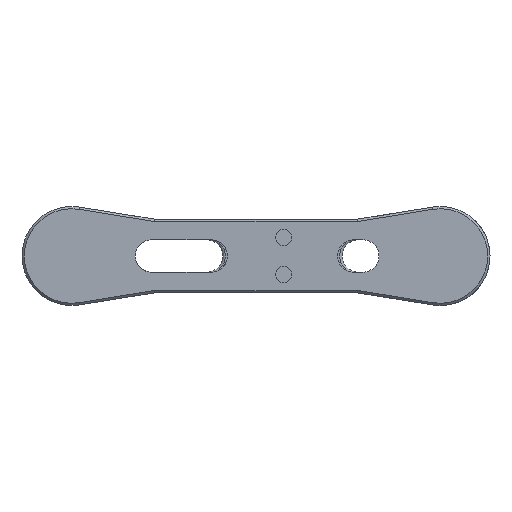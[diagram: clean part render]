
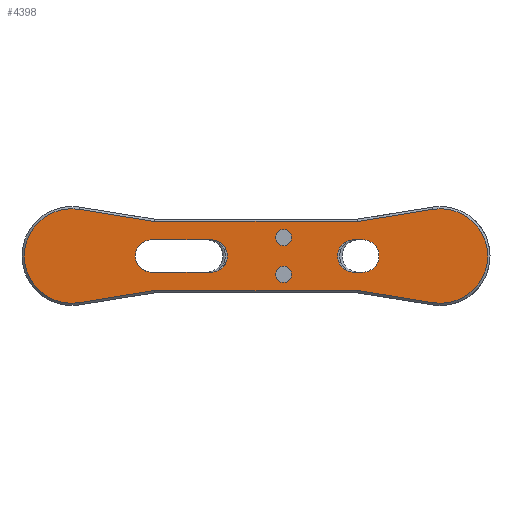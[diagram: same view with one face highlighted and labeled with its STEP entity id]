
A CAD part, front view. The second image highlights one B-rep face of the part: STEP entity #4398.
In plain terms, the highlighted planar face has unit normal (0, -1, 0).
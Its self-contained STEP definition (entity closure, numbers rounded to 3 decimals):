
#46=FACE_BOUND('',#1592,.T.);
#47=FACE_BOUND('',#1593,.T.);
#48=FACE_BOUND('',#1594,.T.);
#49=FACE_BOUND('',#1595,.T.);
#151=PLANE('',#4726);
#313=LINE('',#6535,#768);
#406=LINE('',#6925,#861);
#410=LINE('',#6934,#865);
#414=LINE('',#6941,#869);
#416=LINE('',#6949,#871);
#418=LINE('',#6953,#873);
#422=LINE('',#6963,#877);
#429=LINE('',#6985,#884);
#430=LINE('',#6988,#885);
#431=LINE('',#6990,#886);
#768=VECTOR('',#5124,10.);
#861=VECTOR('',#5317,10.);
#865=VECTOR('',#5323,10.);
#869=VECTOR('',#5329,10.);
#871=VECTOR('',#5339,10.);
#873=VECTOR('',#5343,10.);
#877=VECTOR('',#5355,10.);
#884=VECTOR('',#5380,10.);
#885=VECTOR('',#5383,10.);
#886=VECTOR('',#5384,10.);
#1329=FACE_OUTER_BOUND('',#1591,.T.);
#1591=EDGE_LOOP('',(#3360,#3361,#3362,#3363,#3364,#3365,#3366,#3367));
#1592=EDGE_LOOP('',(#3368));
#1593=EDGE_LOOP('',(#3369));
#1594=EDGE_LOOP('',(#3370,#3371,#3372,#3373));
#1595=EDGE_LOOP('',(#3374,#3375,#3376,#3377));
#1869=CIRCLE('',#4645,3.5);
#1878=CIRCLE('',#4660,3.5);
#1886=CIRCLE('',#4713,10.25);
#1887=CIRCLE('',#4717,10.25);
#1890=CIRCLE('',#4727,1.75);
#1891=CIRCLE('',#4728,1.75);
#1892=CIRCLE('',#4729,3.5);
#1893=CIRCLE('',#4730,3.5);
#2024=VERTEX_POINT('',#6502);
#2025=VERTEX_POINT('',#6504);
#2034=VERTEX_POINT('',#6532);
#2035=VERTEX_POINT('',#6534);
#2036=VERTEX_POINT('',#6538);
#2111=VERTEX_POINT('',#6922);
#2112=VERTEX_POINT('',#6924);
#2115=VERTEX_POINT('',#6931);
#2116=VERTEX_POINT('',#6933);
#2118=VERTEX_POINT('',#6939);
#2120=VERTEX_POINT('',#6945);
#2121=VERTEX_POINT('',#6952);
#2123=VERTEX_POINT('',#6958);
#2127=VERTEX_POINT('',#6980);
#2128=VERTEX_POINT('',#6982);
#2129=VERTEX_POINT('',#6984);
#2130=VERTEX_POINT('',#6987);
#2131=VERTEX_POINT('',#6989);
#2426=EDGE_CURVE('',#2025,#2024,#1869,.T.);
#2441=EDGE_CURVE('',#2035,#2034,#313,.T.);
#2444=EDGE_CURVE('',#2034,#2036,#1878,.T.);
#2564=EDGE_CURVE('',#2111,#2112,#406,.T.);
#2568=EDGE_CURVE('',#2115,#2116,#410,.T.);
#2572=EDGE_CURVE('',#2118,#2115,#414,.T.);
#2575=EDGE_CURVE('',#2120,#2118,#1886,.T.);
#2576=EDGE_CURVE('',#2112,#2120,#416,.T.);
#2578=EDGE_CURVE('',#2116,#2121,#418,.T.);
#2581=EDGE_CURVE('',#2121,#2123,#1887,.T.);
#2584=EDGE_CURVE('',#2123,#2111,#422,.T.);
#2593=EDGE_CURVE('',#2127,#2127,#1890,.T.);
#2594=EDGE_CURVE('',#2128,#2128,#1891,.T.);
#2595=EDGE_CURVE('',#2036,#2129,#429,.T.);
#2596=EDGE_CURVE('',#2129,#2035,#1892,.T.);
#2597=EDGE_CURVE('',#2130,#2025,#430,.T.);
#2598=EDGE_CURVE('',#2024,#2131,#431,.T.);
#2599=EDGE_CURVE('',#2131,#2130,#1893,.T.);
#3360=ORIENTED_EDGE('',*,*,#2568,.F.);
#3361=ORIENTED_EDGE('',*,*,#2572,.F.);
#3362=ORIENTED_EDGE('',*,*,#2575,.F.);
#3363=ORIENTED_EDGE('',*,*,#2576,.F.);
#3364=ORIENTED_EDGE('',*,*,#2564,.F.);
#3365=ORIENTED_EDGE('',*,*,#2584,.F.);
#3366=ORIENTED_EDGE('',*,*,#2581,.F.);
#3367=ORIENTED_EDGE('',*,*,#2578,.F.);
#3368=ORIENTED_EDGE('',*,*,#2593,.T.);
#3369=ORIENTED_EDGE('',*,*,#2594,.T.);
#3370=ORIENTED_EDGE('',*,*,#2441,.T.);
#3371=ORIENTED_EDGE('',*,*,#2444,.T.);
#3372=ORIENTED_EDGE('',*,*,#2595,.T.);
#3373=ORIENTED_EDGE('',*,*,#2596,.T.);
#3374=ORIENTED_EDGE('',*,*,#2597,.T.);
#3375=ORIENTED_EDGE('',*,*,#2426,.T.);
#3376=ORIENTED_EDGE('',*,*,#2598,.T.);
#3377=ORIENTED_EDGE('',*,*,#2599,.T.);
#4398=ADVANCED_FACE('',(#1329,#46,#47,#48,#49),#151,.F.);
#4645=AXIS2_PLACEMENT_3D('',#6505,#5090,#5091);
#4660=AXIS2_PLACEMENT_3D('',#6540,#5129,#5130);
#4713=AXIS2_PLACEMENT_3D('',#6947,#5335,#5336);
#4717=AXIS2_PLACEMENT_3D('',#6959,#5348,#5349);
#4726=AXIS2_PLACEMENT_3D('',#6979,#5374,#5375);
#4727=AXIS2_PLACEMENT_3D('',#6981,#5376,#5377);
#4728=AXIS2_PLACEMENT_3D('',#6983,#5378,#5379);
#4729=AXIS2_PLACEMENT_3D('',#6986,#5381,#5382);
#4730=AXIS2_PLACEMENT_3D('',#6991,#5385,#5386);
#5090=DIRECTION('center_axis',(0.,1.,0.));
#5091=DIRECTION('ref_axis',(0.,0.,1.));
#5124=DIRECTION('',(1.,0.,0.));
#5129=DIRECTION('center_axis',(0.,1.,0.));
#5130=DIRECTION('ref_axis',(0.,0.,1.));
#5317=DIRECTION('',(-1.,0.,0.));
#5323=DIRECTION('',(1.,0.,0.));
#5329=DIRECTION('',(0.987,0.,-0.159));
#5335=DIRECTION('center_axis',(0.,1.,0.));
#5336=DIRECTION('ref_axis',(-1.,0.,0.));
#5339=DIRECTION('',(-0.987,0.,-0.159));
#5343=DIRECTION('',(0.987,0.,0.159));
#5348=DIRECTION('center_axis',(0.,1.,0.));
#5349=DIRECTION('ref_axis',(1.,0.,0.));
#5355=DIRECTION('',(-0.987,0.,0.159));
#5374=DIRECTION('center_axis',(0.,1.,0.));
#5375=DIRECTION('ref_axis',(1.,0.,0.));
#5376=DIRECTION('center_axis',(0.,1.,0.));
#5377=DIRECTION('ref_axis',(1.,0.,0.));
#5378=DIRECTION('center_axis',(0.,1.,0.));
#5379=DIRECTION('ref_axis',(1.,0.,0.));
#5380=DIRECTION('',(-1.,0.,0.));
#5381=DIRECTION('center_axis',(0.,1.,0.));
#5382=DIRECTION('ref_axis',(0.,0.,-1.));
#5383=DIRECTION('',(1.,0.,0.));
#5384=DIRECTION('',(-1.,0.,0.));
#5385=DIRECTION('center_axis',(0.,1.,0.));
#5386=DIRECTION('ref_axis',(0.,0.,-1.));
#6502=CARTESIAN_POINT('',(36.325,0.,-11.5));
#6504=CARTESIAN_POINT('',(36.325,0.,-4.5));
#6505=CARTESIAN_POINT('Origin',(36.325,0.,-8.));
#6532=CARTESIAN_POINT('',(69.175,0.,-4.5));
#6534=CARTESIAN_POINT('',(67.175,0.,-4.5));
#6535=CARTESIAN_POINT('',(57.588,0.,-4.5));
#6538=CARTESIAN_POINT('',(69.175,0.,-11.5));
#6540=CARTESIAN_POINT('Origin',(69.175,0.,-8.));
#6922=CARTESIAN_POINT('',(68.139,0.,-15.5));
#6924=CARTESIAN_POINT('',(23.861,0.,-15.5));
#6925=CARTESIAN_POINT('',(69.,0.,-15.5));
#6931=CARTESIAN_POINT('',(23.861,0.,-0.5));
#6933=CARTESIAN_POINT('',(68.139,0.,-0.5));
#6934=CARTESIAN_POINT('',(23.,0.,-0.5));
#6939=CARTESIAN_POINT('',(7.633,0.,2.119));
#6941=CARTESIAN_POINT('',(27.125,0.,-1.027));
#6945=CARTESIAN_POINT('',(7.633,0.,-18.119));
#6947=CARTESIAN_POINT('Origin',(6.,0.,-8.));
#6949=CARTESIAN_POINT('',(35.22,0.,-13.667));
#6952=CARTESIAN_POINT('',(84.367,0.,2.119));
#6953=CARTESIAN_POINT('',(56.78,0.,-2.333));
#6958=CARTESIAN_POINT('',(84.367,0.,-18.119));
#6959=CARTESIAN_POINT('Origin',(86.,0.,-8.));
#6963=CARTESIAN_POINT('',(64.875,0.,-14.973));
#6979=CARTESIAN_POINT('Origin',(46.,0.,-8.));
#6980=CARTESIAN_POINT('',(50.25,0.,-12.));
#6981=CARTESIAN_POINT('Origin',(52.,0.,-12.));
#6982=CARTESIAN_POINT('',(50.25,0.,-4.));
#6983=CARTESIAN_POINT('Origin',(52.,0.,-4.));
#6984=CARTESIAN_POINT('',(67.175,0.,-11.5));
#6985=CARTESIAN_POINT('',(56.587,0.,-11.5));
#6986=CARTESIAN_POINT('Origin',(67.175,0.,-8.));
#6987=CARTESIAN_POINT('',(23.325,0.,-4.5));
#6988=CARTESIAN_POINT('',(41.163,0.,-4.5));
#6989=CARTESIAN_POINT('',(23.325,0.,-11.5));
#6990=CARTESIAN_POINT('',(34.663,0.,-11.5));
#6991=CARTESIAN_POINT('Origin',(23.325,0.,-8.));
